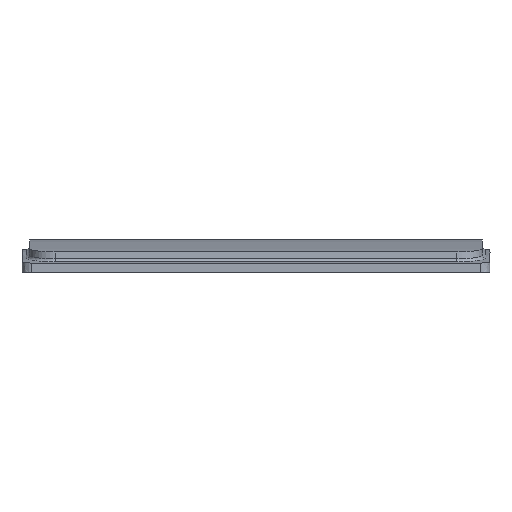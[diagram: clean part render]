
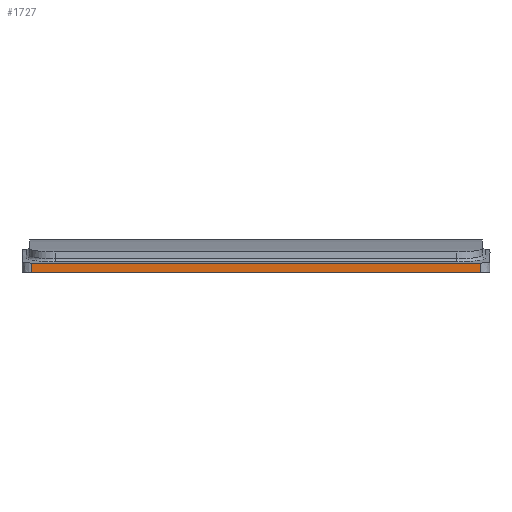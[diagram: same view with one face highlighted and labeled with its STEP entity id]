
A CAD part, left-side view. The second image highlights one B-rep face of the part: STEP entity #1727.
In plain terms, the highlighted planar face has unit normal (-1, 0, -0.018).
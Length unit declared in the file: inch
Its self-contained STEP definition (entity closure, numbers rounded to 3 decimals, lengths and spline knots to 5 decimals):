
#55 = EDGE_CURVE ( 'NONE', #447, #90, #580, .T. ) ;
#89 = VECTOR ( 'NONE', #791, 39.37008 ) ;
#90 = VERTEX_POINT ( 'NONE', #413 ) ;
#95 = EDGE_CURVE ( 'NONE', #1528, #90, #809, .T. ) ;
#173 = CARTESIAN_POINT ( 'NONE',  ( -0.57484, 0.69977, -0.08089 ) ) ;
#181 = EDGE_CURVE ( 'NONE', #447, #687, #671, .T. ) ;
#189 = CARTESIAN_POINT ( 'NONE',  ( -0.57468, -0.69961, -0.09027 ) ) ;
#271 = CARTESIAN_POINT ( 'NONE',  ( -0.575, 0.69993, -0.07186 ) ) ;
#343 = CARTESIAN_POINT ( 'NONE',  ( -0.575, 0.73, -0.07186 ) ) ;
#361 = FACE_OUTER_BOUND ( 'NONE', #706, .T. ) ;
#379 = DIRECTION ( 'NONE',  ( -0.017, 0., 1. ) ) ;
#380 = ORIENTED_EDGE ( 'NONE', *, *, #55, .T. ) ;
#413 = CARTESIAN_POINT ( 'NONE',  ( -0.57451, 0.69944, -0.1 ) ) ;
#419 = CARTESIAN_POINT ( 'NONE',  ( -0.575, -0.69993, -0.07186 ) ) ;
#428 = CARTESIAN_POINT ( 'NONE',  ( -0.575, 0.69993, -0.07186 ) ) ;
#441 = CARTESIAN_POINT ( 'NONE',  ( -0.57476, -0.69969, -0.0854 ) ) ;
#447 = VERTEX_POINT ( 'NONE', #271 ) ;
#567 = CARTESIAN_POINT ( 'NONE',  ( -0.57459, 0.69952, -0.09513 ) ) ;
#580 = B_SPLINE_CURVE_WITH_KNOTS ( 'NONE', 3,
 ( #428, #1099, #173, #1628, #1511, #567, #714 ),
 .UNSPECIFIED., .F., .F.,
 ( 4, 3, 4 ),
 ( 0., 0.00034, 0.00071 ),
 .UNSPECIFIED. ) ;
#608 = ORIENTED_EDGE ( 'NONE', *, *, #181, .F. ) ;
#625 = PLANE ( 'NONE',  #1740 ) ;
#671 = LINE ( 'NONE', #1607, #89 ) ;
#673 = CARTESIAN_POINT ( 'NONE',  ( -0.57451, -0.69944, -0.1 ) ) ;
#687 = VERTEX_POINT ( 'NONE', #419 ) ;
#706 = EDGE_LOOP ( 'NONE', ( #608, #380, #1490, #794 ) ) ;
#714 = CARTESIAN_POINT ( 'NONE',  ( -0.57451, 0.69944, -0.1 ) ) ;
#791 = DIRECTION ( 'NONE',  ( 0., -1., 0. ) ) ;
#794 = ORIENTED_EDGE ( 'NONE', *, *, #989, .F. ) ;
#809 = LINE ( 'NONE', #1728, #1283 ) ;
#989 = EDGE_CURVE ( 'NONE', #687, #1528, #1383, .T. ) ;
#1099 = CARTESIAN_POINT ( 'NONE',  ( -0.57492, 0.69985, -0.07638 ) ) ;
#1120 = CARTESIAN_POINT ( 'NONE',  ( -0.575, -0.69993, -0.07186 ) ) ;
#1226 = DIRECTION ( 'NONE',  ( 0., 1., 0. ) ) ;
#1283 = VECTOR ( 'NONE', #1226, 39.37008 ) ;
#1383 = B_SPLINE_CURVE_WITH_KNOTS ( 'NONE', 3,
 ( #1120, #1504, #1657, #441, #189, #1390, #1647 ),
 .UNSPECIFIED., .F., .F.,
 ( 4, 3, 4 ),
 ( 0., 0.00034, 0.00071 ),
 .UNSPECIFIED. ) ;
#1390 = CARTESIAN_POINT ( 'NONE',  ( -0.57459, -0.69952, -0.09513 ) ) ;
#1490 = ORIENTED_EDGE ( 'NONE', *, *, #95, .F. ) ;
#1504 = CARTESIAN_POINT ( 'NONE',  ( -0.57492, -0.69985, -0.07638 ) ) ;
#1511 = CARTESIAN_POINT ( 'NONE',  ( -0.57468, 0.69961, -0.09027 ) ) ;
#1528 = VERTEX_POINT ( 'NONE', #673 ) ;
#1601 = DIRECTION ( 'NONE',  ( -1., 0., -0.017 ) ) ;
#1607 = CARTESIAN_POINT ( 'NONE',  ( -0.575, 0.73, -0.07186 ) ) ;
#1628 = CARTESIAN_POINT ( 'NONE',  ( -0.57476, 0.69969, -0.0854 ) ) ;
#1647 = CARTESIAN_POINT ( 'NONE',  ( -0.57451, -0.69944, -0.1 ) ) ;
#1657 = CARTESIAN_POINT ( 'NONE',  ( -0.57484, -0.69977, -0.08089 ) ) ;
#1727 = ADVANCED_FACE ( 'NONE', ( #361 ), #625, .T. ) ;
#1728 = CARTESIAN_POINT ( 'NONE',  ( -0.57451, 0.73, -0.1 ) ) ;
#1740 = AXIS2_PLACEMENT_3D ( 'NONE', #343, #1601, #379 ) ;
